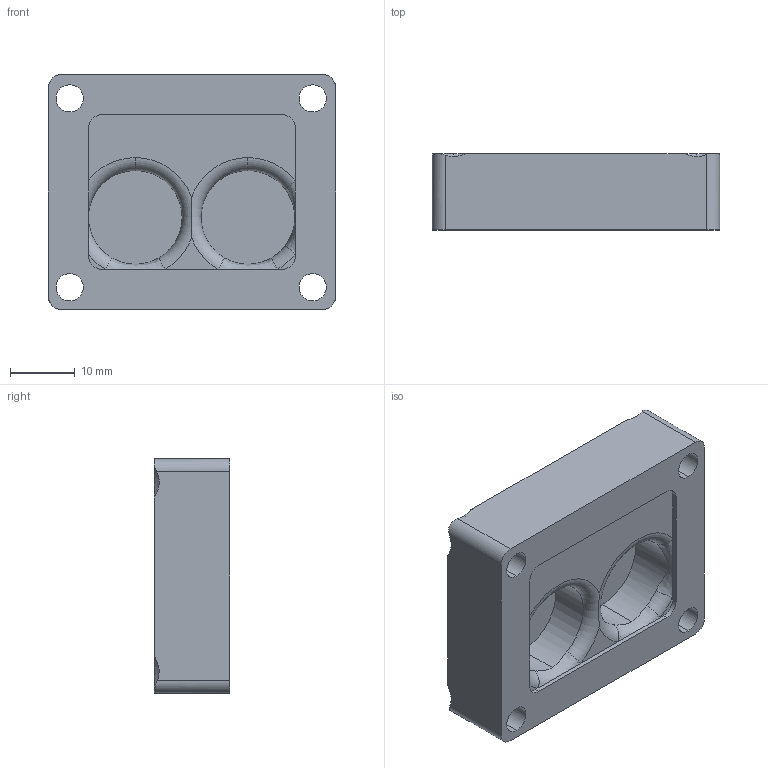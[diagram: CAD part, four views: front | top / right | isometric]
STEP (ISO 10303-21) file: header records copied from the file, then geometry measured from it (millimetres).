
FILE_DESCRIPTION (( 'STEP AP203' ), '1' );
FILE_NAME ('LM399AH_UP.STEP', '2022-03-28T17:41:35', ( '' ), ( '' ), 'SwSTEP 2.0', 'SolidWorks 2021', '' );
FILE_SCHEMA (( 'CONFIG_CONTROL_DESIGN' ));
Length unit declared in the file: millimetre
Products named in the file (1): LM399AH_UP
Bounding box: 44.45 x 11.75 x 36.32 mm (x, y, z)
Volume: 14861.5 mm3; surface area: 6274.7 mm2
Topology: 1 solids, 1 shells, 57 faces, 158 edges, 100 vertices
Faces by surface type: cylinder 20, plane 20, cone 8, torus 6, bspline 3
Entity records: 2286 total; most frequent: CARTESIAN_POINT 742, ORIENTED_EDGE 316, DIRECTION 310, EDGE_CURVE 158, AXIS2_PLACEMENT_3D 124, VERTEX_POINT 100, CIRCLE 69, LINE 62
